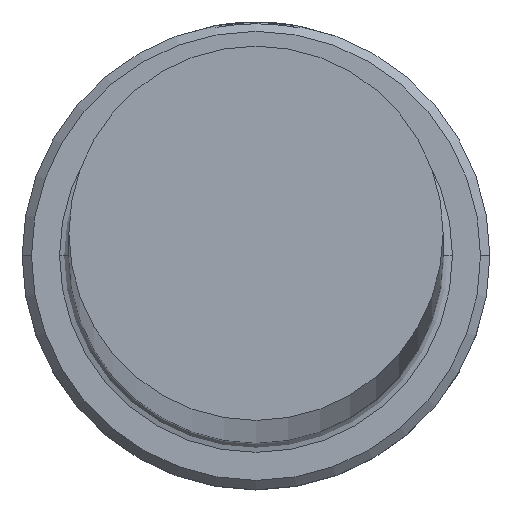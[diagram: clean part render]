
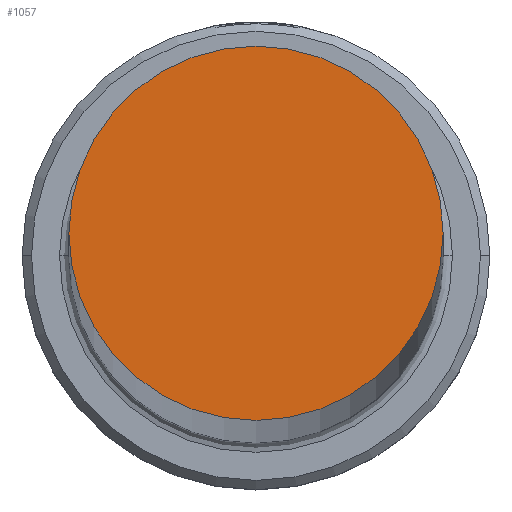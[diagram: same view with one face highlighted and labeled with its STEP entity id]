
A CAD part, top view. The second image highlights one B-rep face of the part: STEP entity #1057.
In plain terms, the highlighted planar face has unit normal (0, 0, 1).
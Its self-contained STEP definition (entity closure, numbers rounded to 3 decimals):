
#15 = AXIS2_PLACEMENT_3D ( 'NONE', #651, #569, #291 ) ;
#34 = CIRCLE ( 'NONE', #666, 10. ) ;
#134 = CIRCLE ( 'NONE', #167, 10. ) ;
#167 = AXIS2_PLACEMENT_3D ( 'NONE', #319, #769, #592 ) ;
#195 = PLANE ( 'NONE',  #15 ) ;
#261 = EDGE_LOOP ( 'NONE', ( #714, #993 ) ) ;
#265 = FACE_OUTER_BOUND ( 'NONE', #261, .T. ) ;
#291 = DIRECTION ( 'NONE',  ( 1., 0., 0. ) ) ;
#319 = CARTESIAN_POINT ( 'NONE',  ( 0., 0., 700. ) ) ;
#346 = EDGE_CURVE ( 'NONE', #696, #762, #134, .T. ) ;
#424 = EDGE_CURVE ( 'NONE', #762, #696, #34, .T. ) ;
#565 = DIRECTION ( 'NONE',  ( 1., 0., 0. ) ) ;
#569 = DIRECTION ( 'NONE',  ( 0., 0., 1. ) ) ;
#571 = DIRECTION ( 'NONE',  ( 0., 0., 1. ) ) ;
#581 = CARTESIAN_POINT ( 'NONE',  ( 0., 0., 700. ) ) ;
#592 = DIRECTION ( 'NONE',  ( 1., 0., 0. ) ) ;
#651 = CARTESIAN_POINT ( 'NONE',  ( 0., 0., 700. ) ) ;
#666 = AXIS2_PLACEMENT_3D ( 'NONE', #581, #571, #565 ) ;
#696 = VERTEX_POINT ( 'NONE', #1061 ) ;
#714 = ORIENTED_EDGE ( 'NONE', *, *, #424, .T. ) ;
#762 = VERTEX_POINT ( 'NONE', #1066 ) ;
#769 = DIRECTION ( 'NONE',  ( 0., 0., 1. ) ) ;
#993 = ORIENTED_EDGE ( 'NONE', *, *, #346, .T. ) ;
#1057 = ADVANCED_FACE ( 'NONE', ( #265 ), #195, .T. ) ;
#1061 = CARTESIAN_POINT ( 'NONE',  ( 10., 0., 700. ) ) ;
#1066 = CARTESIAN_POINT ( 'NONE',  ( -10., 0., 700. ) ) ;
